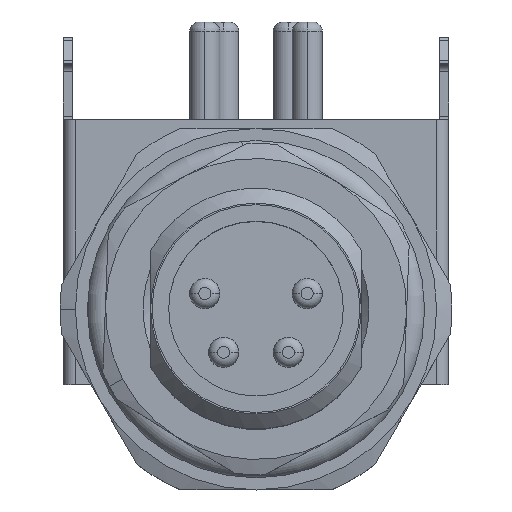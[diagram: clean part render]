
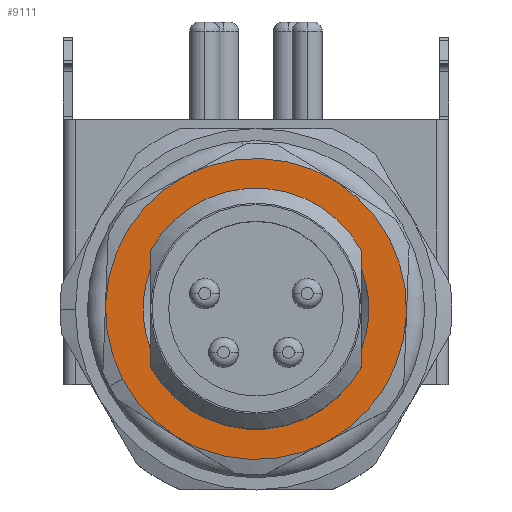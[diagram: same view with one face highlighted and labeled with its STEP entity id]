
A CAD part, top view. The second image highlights one B-rep face of the part: STEP entity #9111.
In plain terms, the highlighted planar face has unit normal (0, 0, 1).
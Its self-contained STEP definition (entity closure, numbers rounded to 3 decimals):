
#440 = CARTESIAN_POINT ( 'NONE',  ( 0., 0., 6.169 ) ) ;
#441 = DIRECTION ( 'NONE',  ( 0., 0., -1. ) ) ;
#442 = DIRECTION ( 'NONE',  ( -0.885, -0.466, 0. ) ) ;
#443 = CARTESIAN_POINT ( 'NONE',  ( 0., 0., 6.169 ) ) ;
#444 = DIRECTION ( 'NONE',  ( 0., 0., -1. ) ) ;
#445 = DIRECTION ( 'NONE',  ( -0.885, -0.466, 0. ) ) ;
#461 = CARTESIAN_POINT ( 'NONE',  ( 0., 0., 6.169 ) ) ;
#462 = DIRECTION ( 'NONE',  ( 0., 0., -1. ) ) ;
#463 = DIRECTION ( 'NONE',  ( -0.885, -0.466, 0. ) ) ;
#464 = CARTESIAN_POINT ( 'NONE',  ( 0., 0., 6.169 ) ) ;
#465 = DIRECTION ( 'NONE',  ( 0., 0., -1. ) ) ;
#466 = DIRECTION ( 'NONE',  ( -0.885, -0.466, 0. ) ) ;
#473 = CARTESIAN_POINT ( 'NONE',  ( 0., 0., 6.169 ) ) ;
#474 = DIRECTION ( 'NONE',  ( 0., 0., -1. ) ) ;
#475 = DIRECTION ( 'NONE',  ( -0.885, -0.466, 0. ) ) ;
#476 = CARTESIAN_POINT ( 'NONE',  ( 0., 0., 6.169 ) ) ;
#477 = DIRECTION ( 'NONE',  ( 0., 0., -1. ) ) ;
#478 = DIRECTION ( 'NONE',  ( -0.885, -0.466, 0. ) ) ;
#487 = CARTESIAN_POINT ( 'NONE',  ( 0., 0., 6.169 ) ) ;
#488 = DIRECTION ( 'NONE',  ( 0., 0., -1. ) ) ;
#489 = DIRECTION ( 'NONE',  ( 0.885, 0.466, 0. ) ) ;
#502 = LINE ( 'NONE', #503, #10616 ) ;
#503 = CARTESIAN_POINT ( 'NONE',  ( 3.5, 5., 6.169 ) ) ;
#504 = DIRECTION ( 'NONE',  ( 0., -1., 0. ) ) ;
#505 = CARTESIAN_POINT ( 'NONE',  ( 0., 0., 6.169 ) ) ;
#506 = DIRECTION ( 'NONE',  ( 0., 0., -1. ) ) ;
#507 = DIRECTION ( 'NONE',  ( 0.885, 0.466, 0. ) ) ;
#508 = CARTESIAN_POINT ( 'NONE',  ( 0., 0., 6.169 ) ) ;
#509 = DIRECTION ( 'NONE',  ( 0., 0., 1. ) ) ;
#510 = DIRECTION ( 'NONE',  ( 1., 0., 0. ) ) ;
#511 = CARTESIAN_POINT ( 'NONE',  ( 0., 0., 6.169 ) ) ;
#512 = LINE ( 'NONE', #513, #10617 ) ;
#513 = CARTESIAN_POINT ( 'NONE',  ( -3.5, 5., 6.169 ) ) ;
#514 = DIRECTION ( 'NONE',  ( 0., 1., 0. ) ) ;
#515 = LINE ( 'NONE', #516, #10619 ) ;
#516 = CARTESIAN_POINT ( 'NONE',  ( -3.5, 5., 6.169 ) ) ;
#517 = DIRECTION ( 'NONE',  ( 0., 1., 0. ) ) ;
#518 = DIRECTION ( 'NONE',  ( 0., 0., 1. ) ) ;
#519 = DIRECTION ( 'NONE',  ( 1., 0., 0. ) ) ;
#521 = LINE ( 'NONE', #522, #10621 ) ;
#522 = CARTESIAN_POINT ( 'NONE',  ( 3.5, 5., 6.169 ) ) ;
#523 = DIRECTION ( 'NONE',  ( 0., -1., 0. ) ) ;
#2073 = EDGE_LOOP ( 'NONE', ( #2756, #2759, #2758, #2760, #2761, #2762, #2764, #2763 ) ) ;
#2098 = EDGE_LOOP ( 'NONE', ( #2767, #2766, #2768, #2765, #2769, #2770, #2771 ) ) ;
#2756 = ORIENTED_EDGE ( 'NONE', *, *, #9733, .T. ) ;
#2758 = ORIENTED_EDGE ( 'NONE', *, *, #9735, .F. ) ;
#2759 = ORIENTED_EDGE ( 'NONE', *, *, #9732, .T. ) ;
#2760 = ORIENTED_EDGE ( 'NONE', *, *, #9738, .T. ) ;
#2761 = ORIENTED_EDGE ( 'NONE', *, *, #9729, .T. ) ;
#2762 = ORIENTED_EDGE ( 'NONE', *, *, #9739, .T. ) ;
#2763 = ORIENTED_EDGE ( 'NONE', *, *, #9741, .T. ) ;
#2764 = ORIENTED_EDGE ( 'NONE', *, *, #9740, .F. ) ;
#2765 = ORIENTED_EDGE ( 'NONE', *, *, #9709, .F. ) ;
#2766 = ORIENTED_EDGE ( 'NONE', *, *, #9723, .F. ) ;
#2767 = ORIENTED_EDGE ( 'NONE', *, *, #9725, .F. ) ;
#2768 = ORIENTED_EDGE ( 'NONE', *, *, #9711, .F. ) ;
#2769 = ORIENTED_EDGE ( 'NONE', *, *, #9704, .F. ) ;
#2770 = ORIENTED_EDGE ( 'NONE', *, *, #9523, .F. ) ;
#2771 = ORIENTED_EDGE ( 'NONE', *, *, #9703, .F. ) ;
#3008 = VERTEX_POINT ( 'NONE', #10884 ) ;
#3010 = VERTEX_POINT ( 'NONE', #10879 ) ;
#3011 = VERTEX_POINT ( 'NONE', #10878 ) ;
#3012 = VERTEX_POINT ( 'NONE', #10877 ) ;
#3013 = VERTEX_POINT ( 'NONE', #10874 ) ;
#3014 = VERTEX_POINT ( 'NONE', #10872 ) ;
#3015 = VERTEX_POINT ( 'NONE', #10871 ) ;
#3016 = VERTEX_POINT ( 'NONE', #10870 ) ;
#3017 = VERTEX_POINT ( 'NONE', #10869 ) ;
#3018 = VERTEX_POINT ( 'NONE', #10866 ) ;
#3025 = VERTEX_POINT ( 'NONE', #10854 ) ;
#3043 = VERTEX_POINT ( 'NONE', #10828 ) ;
#3046 = VERTEX_POINT ( 'NONE', #10824 ) ;
#3135 = VERTEX_POINT ( 'NONE', #10674 ) ;
#3137 = VERTEX_POINT ( 'NONE', #10672 ) ;
#3670 = FACE_OUTER_BOUND ( 'NONE', #2098, .T. ) ;
#3674 = FACE_BOUND ( 'NONE', #2073, .T. ) ;
#3684 = AXIS2_PLACEMENT_3D ( 'NONE', #10442, #10443, #10417 ) ;
#5708 = AXIS2_PLACEMENT_3D ( 'NONE', #7897, #7901, #7902 ) ;
#6795 = CIRCLE ( 'NONE', #5708, 5. ) ;
#7897 = CARTESIAN_POINT ( 'NONE',  ( 0., 0., 6.169 ) ) ;
#7901 = DIRECTION ( 'NONE',  ( 0., 0., -1. ) ) ;
#7902 = DIRECTION ( 'NONE',  ( -0.885, -0.466, 0. ) ) ;
#9111 = ADVANCED_FACE ( 'NONE', ( #3674, #3670 ), #10441, .T. ) ;
#9273 = CIRCLE ( 'NONE', #10593, 4. ) ;
#9275 = CIRCLE ( 'NONE', #10615, 3.75 ) ;
#9276 = CIRCLE ( 'NONE', #10614, 4. ) ;
#9278 = CIRCLE ( 'NONE', #10598, 3.75 ) ;
#9279 = CIRCLE ( 'NONE', #10608, 5. ) ;
#9280 = CIRCLE ( 'NONE', #10607, 5. ) ;
#9284 = CIRCLE ( 'NONE', #10602, 5. ) ;
#9285 = CIRCLE ( 'NONE', #10604, 5. ) ;
#9288 = CIRCLE ( 'NONE', #10590, 5. ) ;
#9289 = CIRCLE ( 'NONE', #10596, 5. ) ;
#9523 = EDGE_CURVE ( 'NONE', #3137, #3135, #6795, .T. ) ;
#9703 = EDGE_CURVE ( 'NONE', #3025, #3137, #9288, .T. ) ;
#9704 = EDGE_CURVE ( 'NONE', #3135, #3043, #9289, .T. ) ;
#9709 = EDGE_CURVE ( 'NONE', #3043, #3046, #9284, .T. ) ;
#9711 = EDGE_CURVE ( 'NONE', #3046, #3018, #9285, .T. ) ;
#9723 = EDGE_CURVE ( 'NONE', #3018, #3016, #9280, .T. ) ;
#9725 = EDGE_CURVE ( 'NONE', #3016, #3025, #9279, .T. ) ;
#9729 = EDGE_CURVE ( 'NONE', #3017, #3015, #9278, .T. ) ;
#9732 = EDGE_CURVE ( 'NONE', #3012, #3013, #502, .T. ) ;
#9733 = EDGE_CURVE ( 'NONE', #3014, #3012, #9275, .T. ) ;
#9735 = EDGE_CURVE ( 'NONE', #3011, #3013, #9276, .T. ) ;
#9738 = EDGE_CURVE ( 'NONE', #3011, #3017, #512, .T. ) ;
#9739 = EDGE_CURVE ( 'NONE', #3015, #3010, #515, .T. ) ;
#9740 = EDGE_CURVE ( 'NONE', #3008, #3010, #9273, .T. ) ;
#9741 = EDGE_CURVE ( 'NONE', #3008, #3014, #521, .T. ) ;
#10417 = DIRECTION ( 'NONE',  ( 0.885, 0.466, 0. ) ) ;
#10441 = PLANE ( 'NONE',  #3684 ) ;
#10442 = CARTESIAN_POINT ( 'NONE',  ( 0., 0., 6.169 ) ) ;
#10443 = DIRECTION ( 'NONE',  ( 0., 0., 1. ) ) ;
#10590 = AXIS2_PLACEMENT_3D ( 'NONE', #440, #441, #442 ) ;
#10593 = AXIS2_PLACEMENT_3D ( 'NONE', #511, #518, #519 ) ;
#10596 = AXIS2_PLACEMENT_3D ( 'NONE', #443, #444, #445 ) ;
#10598 = AXIS2_PLACEMENT_3D ( 'NONE', #487, #488, #489 ) ;
#10602 = AXIS2_PLACEMENT_3D ( 'NONE', #461, #462, #463 ) ;
#10604 = AXIS2_PLACEMENT_3D ( 'NONE', #464, #465, #466 ) ;
#10607 = AXIS2_PLACEMENT_3D ( 'NONE', #473, #474, #475 ) ;
#10608 = AXIS2_PLACEMENT_3D ( 'NONE', #476, #477, #478 ) ;
#10614 = AXIS2_PLACEMENT_3D ( 'NONE', #508, #509, #510 ) ;
#10615 = AXIS2_PLACEMENT_3D ( 'NONE', #505, #506, #507 ) ;
#10616 = VECTOR ( 'NONE', #504, 1000. ) ;
#10617 = VECTOR ( 'NONE', #514, 1000. ) ;
#10619 = VECTOR ( 'NONE', #517, 1000. ) ;
#10621 = VECTOR ( 'NONE', #523, 1000. ) ;
#10672 = CARTESIAN_POINT ( 'NONE',  ( -2.665, -4.23, 6.169 ) ) ;
#10674 = CARTESIAN_POINT ( 'NONE',  ( -4.423, -2.331, 6.169 ) ) ;
#10824 = CARTESIAN_POINT ( 'NONE',  ( -2.331, 4.423, 6.169 ) ) ;
#10828 = CARTESIAN_POINT ( 'NONE',  ( -4.996, 0.193, 6.169 ) ) ;
#10854 = CARTESIAN_POINT ( 'NONE',  ( 2.331, -4.423, 6.169 ) ) ;
#10866 = CARTESIAN_POINT ( 'NONE',  ( 2.665, 4.23, 6.169 ) ) ;
#10869 = CARTESIAN_POINT ( 'NONE',  ( -3.5, -1.346, 6.169 ) ) ;
#10870 = CARTESIAN_POINT ( 'NONE',  ( 4.996, -0.193, 6.169 ) ) ;
#10871 = CARTESIAN_POINT ( 'NONE',  ( -3.5, 1.346, 6.169 ) ) ;
#10872 = CARTESIAN_POINT ( 'NONE',  ( 3.5, 1.346, 6.169 ) ) ;
#10874 = CARTESIAN_POINT ( 'NONE',  ( 3.5, -1.936, 6.169 ) ) ;
#10877 = CARTESIAN_POINT ( 'NONE',  ( 3.5, -1.346, 6.169 ) ) ;
#10878 = CARTESIAN_POINT ( 'NONE',  ( -3.5, -1.936, 6.169 ) ) ;
#10879 = CARTESIAN_POINT ( 'NONE',  ( -3.5, 1.936, 6.169 ) ) ;
#10884 = CARTESIAN_POINT ( 'NONE',  ( 3.5, 1.936, 6.169 ) ) ;
